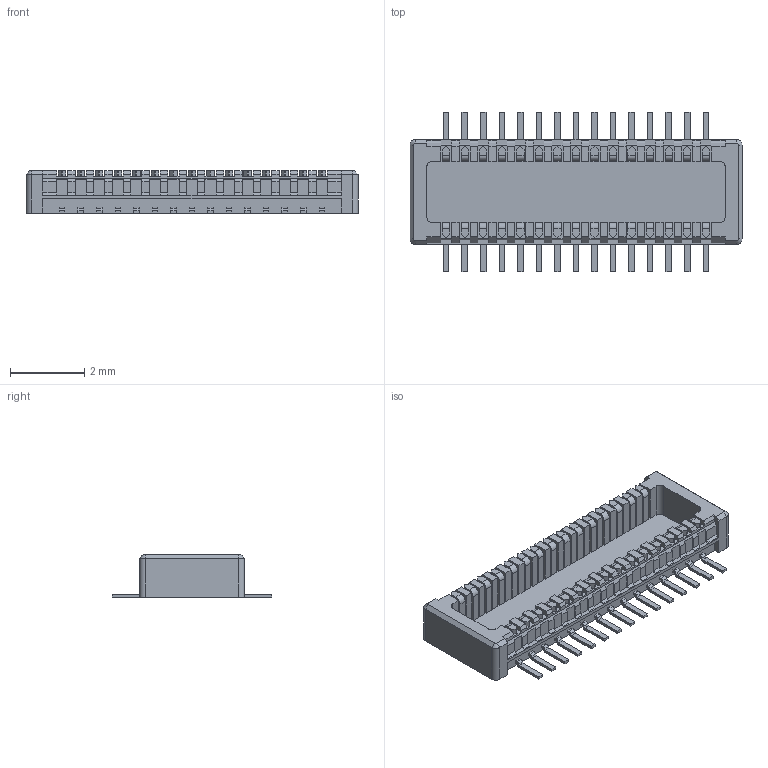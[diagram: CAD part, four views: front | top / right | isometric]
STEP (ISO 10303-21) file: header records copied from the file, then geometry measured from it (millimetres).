
FILE_DESCRIPTION(/* description */ ('model of Molex_SlimStack_55560-0301_2x15_P0.50mm_Vertical'),/* implementation_level */ '2;1');
FILE_NAME(/* name */ 'Molex_SlimStack_55560-0301_2x15_P0.50mm_Vertical.step',/* time_stamp */ '2017-12-04T22:48:34',/* author */ ('Ray Benitez',''),/* organization */ (''),/* preprocessor_version */ '',/* originating_system */ '',/* authorisation */ '');
FILE_SCHEMA(('AUTOMOTIVE_DESIGN { 1 0 10303 214 1 1 1 1 }'));
Length unit declared in the file: millimetre
Products named in the file (1): Molex_55560_0301
Bounding box: 8.95 x 4.3 x 1.15 mm (x, y, z)
Volume: 13.8 mm3; surface area: 127.7 mm2
Topology: 1 solids, 1 shells, 1072 faces, 3232 edges, 2192 vertices
Faces by surface type: plane 910, cylinder 158, cone 4
Entity records: 24219 total; most frequent: ORIENTED_EDGE 5136, CARTESIAN_POINT 3859, EDGE_CURVE 3232, LINE 2636, VERTEX_POINT 2192, AXIS2_PLACEMENT_3D 1136, FACE_BOUND 1102, EDGE_LOOP 1102
